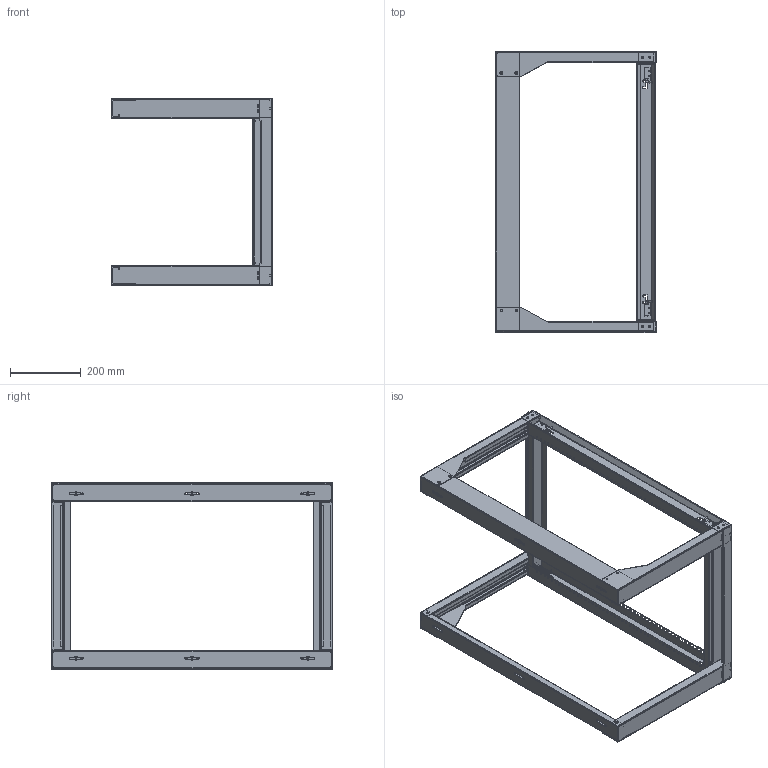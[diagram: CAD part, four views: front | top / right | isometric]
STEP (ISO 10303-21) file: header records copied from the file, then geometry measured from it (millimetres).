
FILE_DESCRIPTION (( 'STEP AP214' ), '1' );
FILE_NAME ('LC-SGWR-15U_3D.step', '2024-03-15T17:33:13', ( '' ), ( '' ), 'SwSTEP 2.0', 'SolidWorks 2022', '' );
FILE_SCHEMA (( 'AUTOMOTIVE_DESIGN' ));
Length unit declared in the file: inch
Products named in the file (18): 10.10.040406.0001; 10.10.030301.0004_15U; 1.02.12.102121009; 10.10.030304.0006; 10.10.030302.0001; 1.02.12.102124001; 10.10.030304.0005; 1.02.12.102123788; 10.10.030304.0009_15U; 10.10.030302.0002_´øË¿Ó¡Logo; 10.10.030304.0002; LC-SGWR-15U_3D; 10.20.030304.0004_9U; 1.02.12.102124000; 10.30.030301.0004_9U; 1.02.08.102081001; 10.10.040406.0002; 10.20.030301.0004_15
Assembly tree (35 placements, depth 4):
  LC-SGWR-15U_3D
    10.30.030301.0004_9U
      10.20.030301.0004_15
        10.10.030302.0001  x2
        10.10.030301.0004_15U  x2
      10.10.040406.0001  x2
      1.02.12.102121009  x4
      1.02.12.102123788  x4
      1.02.08.102081001  x4
      10.10.040406.0002  x2
    10.20.030304.0004_9U  x2
      10.10.030304.0002
      10.10.030304.0006
      10.10.030304.0005
      10.10.030304.0009_15U
    10.10.030302.0002_´øË¿Ó¡Logo  x2
    1.02.12.102124000  x2
    1.02.12.102124001  x2
Bounding box: 451.8 x 794.35 x 529.97 mm (x, y, z)
Volume: 1642065.2 mm3; surface area: 1905401 mm2
Topology: 36 solids, 36 shells, 2440 faces, 6844 edges, 4480 vertices
Faces by surface type: plane 1408, cylinder 906, bspline 66, cone 60
Entity records: 60780 total; most frequent: CARTESIAN_POINT 14450, ORIENTED_EDGE 6424, DIRECTION 6330, EDGE_CURVE 3212, LINE 2298, VECTOR 2298, VERTEX_POINT 2106, AXIS2_PLACEMENT_3D 2016
